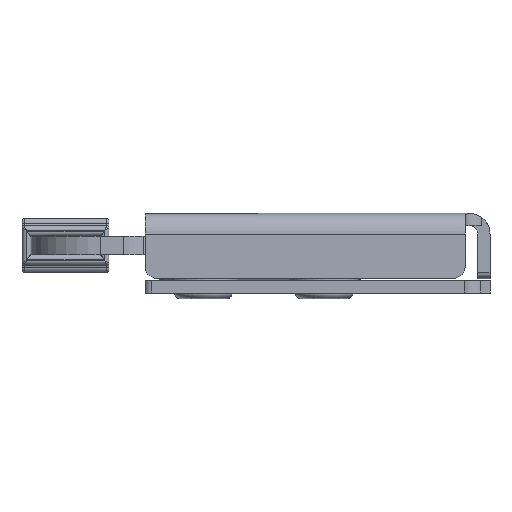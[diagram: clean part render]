
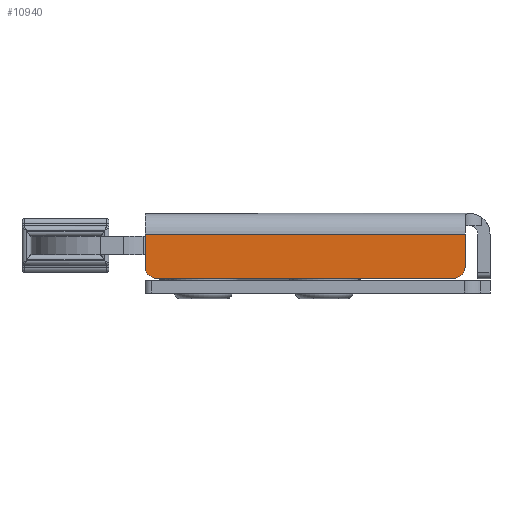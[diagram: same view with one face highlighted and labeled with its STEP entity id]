
A CAD part, front view. The second image highlights one B-rep face of the part: STEP entity #10940.
In plain terms, the highlighted planar face has unit normal (0, -1, 0).
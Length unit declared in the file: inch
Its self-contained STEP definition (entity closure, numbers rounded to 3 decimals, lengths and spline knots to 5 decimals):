
#327=CIRCLE('',#11712,0.09);
#331=CIRCLE('',#11719,0.09);
#979=PLANE('',#11767);
#1454=FACE_OUTER_BOUND('',#2091,.T.);
#2091=EDGE_LOOP('',(#9207,#9208,#9209,#9210,#9211,#9212));
#3047=LINE('',#17617,#4152);
#3056=LINE('',#17643,#4161);
#3083=LINE('',#17767,#4188);
#3087=LINE('',#17801,#4192);
#4152=VECTOR('',#13585,0.3937);
#4161=VECTOR('',#13612,0.3937);
#4188=VECTOR('',#13697,0.3937);
#4192=VECTOR('',#13723,0.3937);
#5330=VERTEX_POINT('',#17610);
#5331=VERTEX_POINT('',#17612);
#5332=VERTEX_POINT('',#17616);
#5337=VERTEX_POINT('',#17632);
#5338=VERTEX_POINT('',#17633);
#5340=VERTEX_POINT('',#17641);
#6637=EDGE_CURVE('',#5331,#5330,#327,.T.);
#6639=EDGE_CURVE('',#5332,#5331,#3047,.T.);
#6648=EDGE_CURVE('',#5337,#5338,#331,.T.);
#6654=EDGE_CURVE('',#5340,#5338,#3056,.T.);
#6695=EDGE_CURVE('',#5340,#5332,#3083,.T.);
#6702=EDGE_CURVE('',#5337,#5330,#3087,.T.);
#9207=ORIENTED_EDGE('',*,*,#6637,.T.);
#9208=ORIENTED_EDGE('',*,*,#6702,.F.);
#9209=ORIENTED_EDGE('',*,*,#6648,.T.);
#9210=ORIENTED_EDGE('',*,*,#6654,.F.);
#9211=ORIENTED_EDGE('',*,*,#6695,.T.);
#9212=ORIENTED_EDGE('',*,*,#6639,.T.);
#10940=ADVANCED_FACE('',(#1454),#979,.F.);
#11712=AXIS2_PLACEMENT_3D('',#17613,#13580,#13581);
#11719=AXIS2_PLACEMENT_3D('',#17634,#13601,#13602);
#11767=AXIS2_PLACEMENT_3D('',#17808,#13734,#13735);
#13580=DIRECTION('center_axis',(0.,-1.,0.));
#13581=DIRECTION('ref_axis',(-0.707,0.,-0.707));
#13585=DIRECTION('',(0.,0.,-1.));
#13601=DIRECTION('center_axis',(0.,-1.,0.));
#13602=DIRECTION('ref_axis',(0.707,0.,-0.707));
#13612=DIRECTION('',(0.,0.,-1.));
#13697=DIRECTION('',(-1.,0.,0.));
#13723=DIRECTION('',(-1.,0.,0.));
#13734=DIRECTION('center_axis',(0.,1.,0.));
#13735=DIRECTION('ref_axis',(0.,0.,-1.));
#17610=CARTESIAN_POINT('',(-1.208,-0.607,-0.4722));
#17612=CARTESIAN_POINT('',(-1.298,-0.607,-0.3822));
#17613=CARTESIAN_POINT('Origin',(-1.208,-0.607,-0.3822));
#17616=CARTESIAN_POINT('',(-1.298,-0.607,-0.1497));
#17617=CARTESIAN_POINT('',(-1.298,-0.607,0.));
#17632=CARTESIAN_POINT('',(0.932,-0.607,-0.4722));
#17633=CARTESIAN_POINT('',(1.022,-0.607,-0.3822));
#17634=CARTESIAN_POINT('Origin',(0.932,-0.607,-0.3822));
#17641=CARTESIAN_POINT('',(1.022,-0.607,-0.1497));
#17643=CARTESIAN_POINT('',(1.022,-0.607,0.));
#17767=CARTESIAN_POINT('',(0.53298,-0.607,-0.1497));
#17801=CARTESIAN_POINT('',(-1.298,-0.607,-0.4722));
#17808=CARTESIAN_POINT('Origin',(1.022,-0.607,0.));
